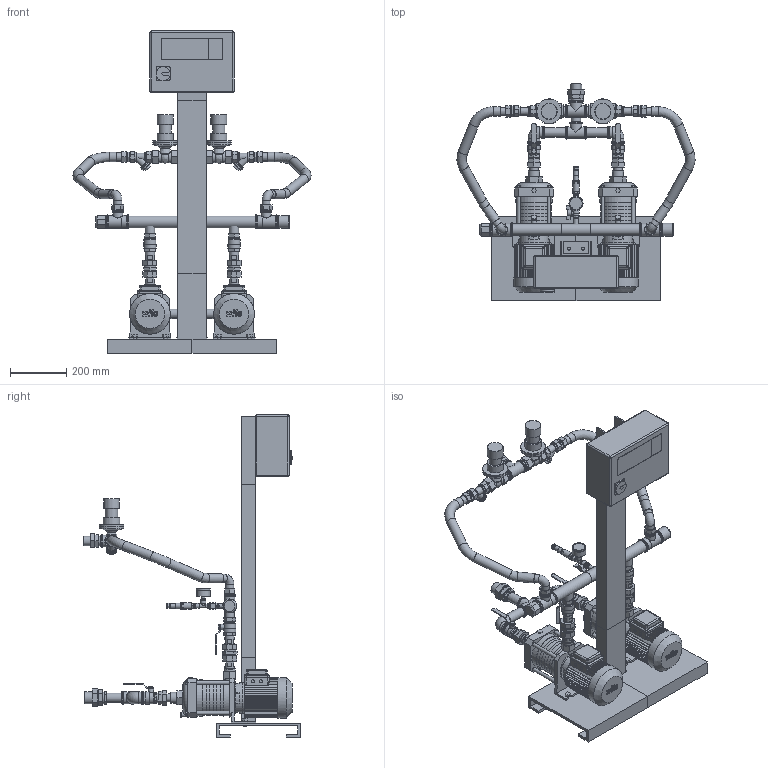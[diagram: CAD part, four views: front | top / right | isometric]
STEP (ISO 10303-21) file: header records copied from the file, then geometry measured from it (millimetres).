
FILE_DESCRIPTION(/* description */ (''),/* implementation_level */ '2;1');
FILE_NAME(/* name */ '3d_WEH-2-306-T_CE-2D-4185934.stp',/* time_stamp */ '2020-11-04T13:31:19+01:00',/* author */ ('Andrzej'),/* organization */ (''),/* preprocessor_version */ 'ST-DEVELOPER v16.13',/* originating_system */ 'AutoCAD Mechanical',/* authorisation */ '');
FILE_SCHEMA (('AUTOMOTIVE_DESIGN { 1 0 10303 214 3 1 1 }'));
Products named in the file (1): Product
Bounding box: 849.95 x 774.35 x 1150 mm (x, y, z)
Volume: 29875615.3 mm3; surface area: 3458354 mm2
Topology: 117 solids, 117 shells, 2195 faces, 5239 edges, 3395 vertices
Faces by surface type: plane 1454, cylinder 534, bspline 70, torus 67, cone 58, sphere 12
Full cylindrical faces by diameter (mm): 11 x7, 11.1 x1, 11.8 x1, 12 x5, 13 x1, 13.454 x8, 13.5 x3, 14 x1, 15 x10, 15.7 x2, 17 x1, 18 x4, 18.8 x2, 19.2 x4, 20 x2, 21 x1, 22 x1, 22.8 x2, 24 x1, 27.3 x2, 29.7 x8, 32.4 x4, 33.7 x36, 34.8 x2, 36 x2, 36.7 x2, 39.4 x4, 39.7 x4, 40.3 x2, 41.5 x1
Entity records: 62919 total; most frequent: CARTESIAN_POINT 13376, DIRECTION 10161, ORIENTED_EDGE 9604, EDGE_CURVE 4802, AXIS2_PLACEMENT_3D 3419, LINE 3323, VECTOR 3323, VERTEX_POINT 3295
